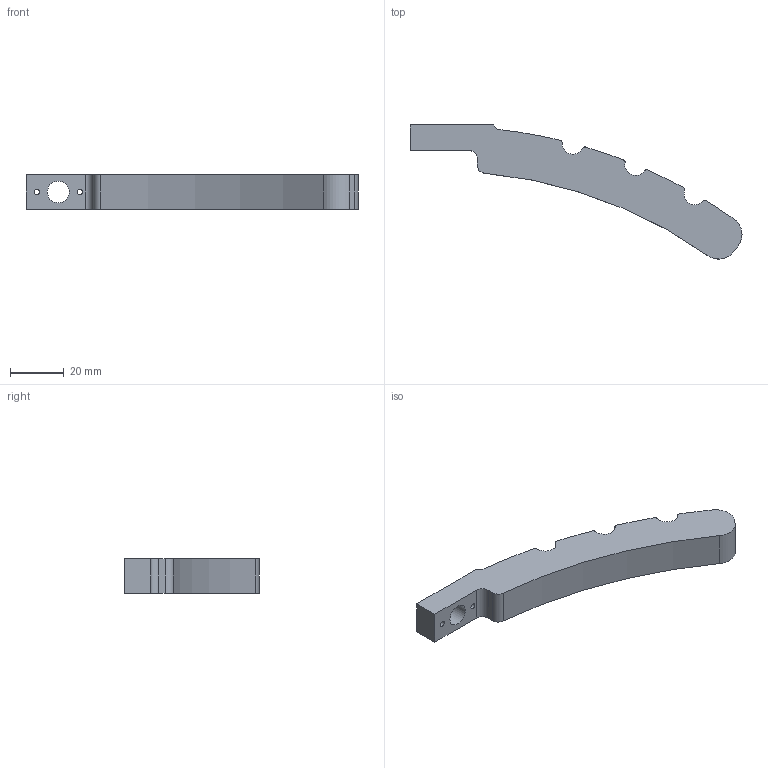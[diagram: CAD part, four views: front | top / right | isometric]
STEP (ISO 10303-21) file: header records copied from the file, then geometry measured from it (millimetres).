
FILE_DESCRIPTION(/* description */ (''),/* implementation_level */ '2;1');
FILE_NAME(/* name */ 'Arm Simplified.stp',/* time_stamp */ '2018-04-24T03:36:04-07:00',/* author */ ('IEUser'),/* organization */ (''),/* preprocessor_version */ 'ST-DEVELOPER v17',/* originating_system */ 'Autodesk Inventor 2019',/* authorisation */ '');
FILE_SCHEMA (('AUTOMOTIVE_DESIGN { 1 0 10303 214 3 1 1 }'));
Length unit declared in the file: millimetre
Products named in the file (1): Arm Simplified
Bounding box: 123.37 x 49.82 x 12.7 mm (x, y, z)
Volume: 23419.7 mm3; surface area: 7847.7 mm2
Topology: 1 solids, 1 shells, 33 faces, 92 edges, 63 vertices
Faces by surface type: cylinder 23, plane 10
Full cylindrical faces by diameter (mm): 2 x2, 3.1 x2, 8.1 x1
Entity records: 1148 total; most frequent: DIRECTION 211, CARTESIAN_POINT 189, ORIENTED_EDGE 184, EDGE_CURVE 92, AXIS2_PLACEMENT_3D 85, VERTEX_POINT 63, CIRCLE 51, EDGE_LOOP 41
